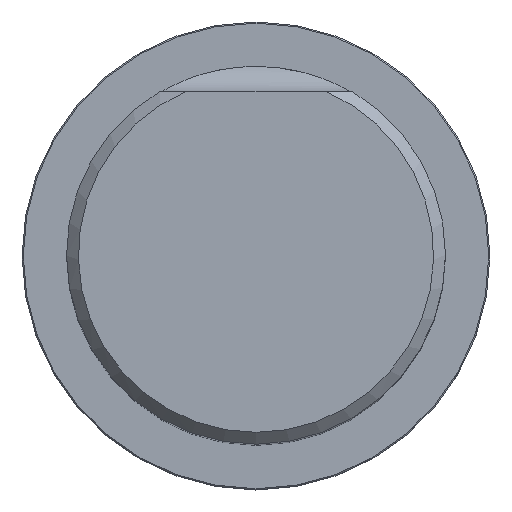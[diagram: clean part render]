
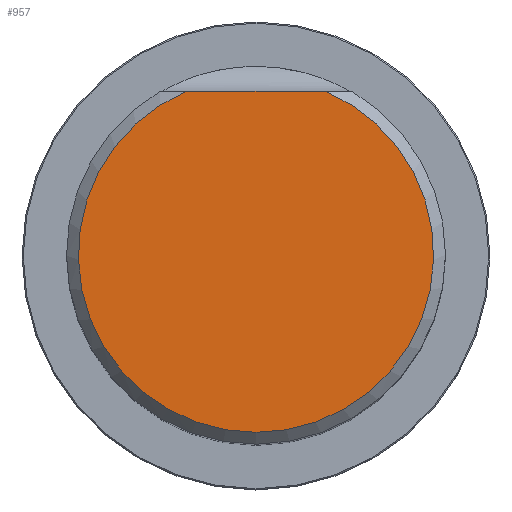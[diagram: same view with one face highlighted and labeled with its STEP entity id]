
A CAD part, top view. The second image highlights one B-rep face of the part: STEP entity #957.
In plain terms, the highlighted planar face has unit normal (0, 0, 1).
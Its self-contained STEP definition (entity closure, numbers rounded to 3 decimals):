
#201=PLANE('',#5018);
#423=LINE('',#7278,#663);
#663=VECTOR('',#5620,1.);
#957=ADVANCED_FACE('CU_SU_1',(#1292),#201,.T.);
#1292=FACE_OUTER_BOUND('',#1532,.T.);
#1532=EDGE_LOOP('',(#2237,#2238));
#1960=CIRCLE('',#5017,14.996);
#2237=ORIENTED_EDGE('',*,*,#4034,.F.);
#2238=ORIENTED_EDGE('',*,*,#4035,.F.);
#3551=VERTEX_POINT('',#7276);
#3552=VERTEX_POINT('',#7277);
#4034=EDGE_CURVE('',#3551,#3552,#1960,.T.);
#4035=EDGE_CURVE('',#3552,#3551,#423,.T.);
#5017=AXIS2_PLACEMENT_3D('',#7275,#5618,#5619);
#5018=AXIS2_PLACEMENT_3D('',#7279,#5621,#5622);
#5618=DIRECTION('',(0.,0.,-1.));
#5619=DIRECTION('',(1.,0.,0.));
#5620=DIRECTION('',(1.,0.,0.));
#5621=DIRECTION('',(0.,0.,1.));
#5622=DIRECTION('',(1.,0.,0.));
#7275=CARTESIAN_POINT('',(0.,0.,60.));
#7276=CARTESIAN_POINT('',(5.859,13.804,60.));
#7277=CARTESIAN_POINT('',(-5.859,13.804,60.));
#7278=CARTESIAN_POINT('',(-50.,13.804,60.));
#7279=CARTESIAN_POINT('',(0.,0.,60.));
